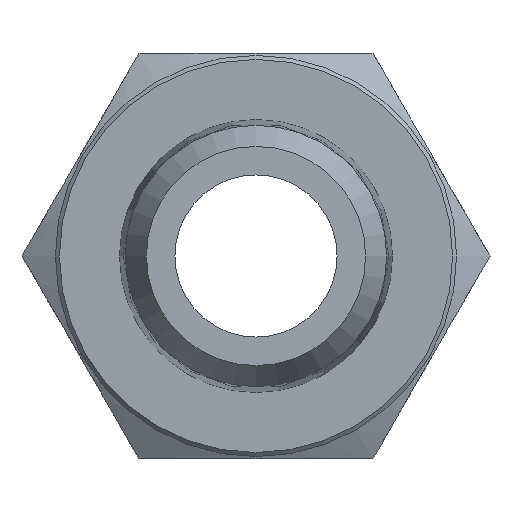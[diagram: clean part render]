
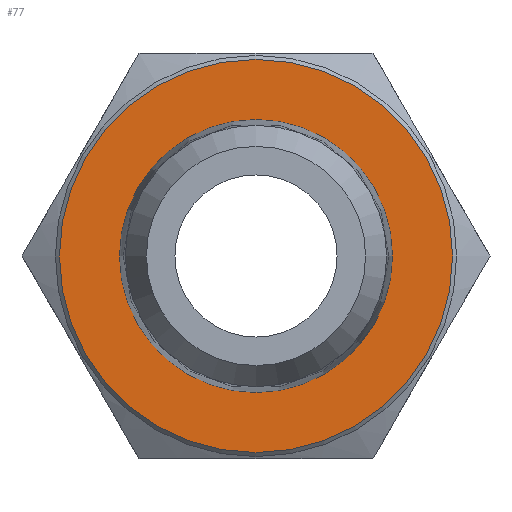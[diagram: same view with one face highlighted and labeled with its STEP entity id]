
A CAD part, front view. The second image highlights one B-rep face of the part: STEP entity #77.
In plain terms, the highlighted planar face has unit normal (0, -1, 0).
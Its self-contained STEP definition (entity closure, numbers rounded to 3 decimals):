
#77 = ADVANCED_FACE( 'NONE', ( #102, #103 ), #104, .T. );
#102 = FACE_OUTER_BOUND( '', #159, .T. );
#103 = FACE_BOUND( '', #160, .T. );
#104 = PLANE( '', #161 );
#159 = EDGE_LOOP( '', ( #230 ) );
#160 = EDGE_LOOP( '', ( #231 ) );
#161 = AXIS2_PLACEMENT_3D( '', #232, #233, #234 );
#230 = ORIENTED_EDGE( '', *, *, #358, .T. );
#231 = ORIENTED_EDGE( '', *, *, #359, .F. );
#232 = CARTESIAN_POINT( '', ( 9.7, 11., 0. ) );
#233 = DIRECTION( '', ( 0., -1., 0. ) );
#234 = DIRECTION( '', ( 0., 0., -1. ) );
#358 = EDGE_CURVE( 'NONE', #405, #405, #406, .T. );
#359 = EDGE_CURVE( 'NONE', #407, #407, #408, .T. );
#405 = VERTEX_POINT( '', #529 );
#406 = CIRCLE( '', #530, 9.7 );
#407 = VERTEX_POINT( '', #531 );
#408 = CIRCLE( '', #532, 6.735 );
#529 = CARTESIAN_POINT( '', ( 0., 11., -9.7 ) );
#530 = AXIS2_PLACEMENT_3D( '', #621, #622, #623 );
#531 = CARTESIAN_POINT( '', ( 6.735, 11., 0. ) );
#532 = AXIS2_PLACEMENT_3D( '', #624, #625, #626 );
#621 = CARTESIAN_POINT( '', ( 0., 11., 0. ) );
#622 = DIRECTION( '', ( 0., -1., 0. ) );
#623 = DIRECTION( '', ( 0., 0., -1. ) );
#624 = CARTESIAN_POINT( '', ( 0., 11., 0. ) );
#625 = DIRECTION( '', ( 0., -1., 0. ) );
#626 = DIRECTION( '', ( 1., 0., 0. ) );
